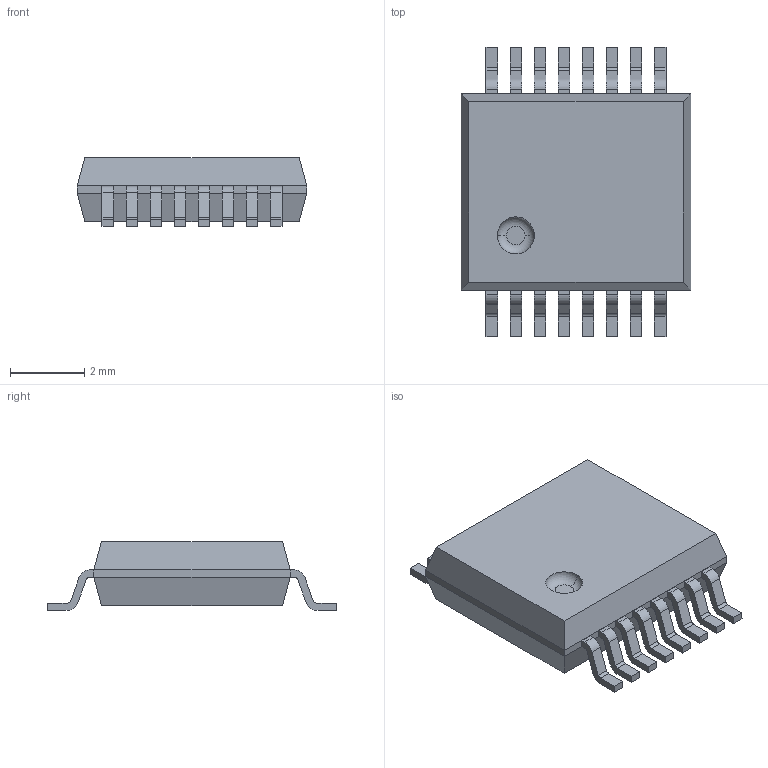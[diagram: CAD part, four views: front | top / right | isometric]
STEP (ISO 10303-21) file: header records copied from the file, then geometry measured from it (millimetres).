
FILE_DESCRIPTION (( 'STEP AP214' ), '1' );
FILE_NAME ('SSOP16.STEP', '2016-08-04T10:33:05', ( '砐錪賧瘔蠈錪 Windows' ), ( '' ), 'SwSTEP 2.0', 'SolidWorks 2012', '' );
FILE_SCHEMA (( 'AUTOMOTIVE_DESIGN' ));
Length unit declared in the file: millimetre
Products named in the file (3): SSOP16_pins; SSOP16_plastic; SSOP16
Assembly tree (3 placements, depth 2):
  SSOP16
    SSOP16_plastic
    SSOP16_pins  x2
Bounding box: 6.2 x 7.82 x 1.86 mm (x, y, z)
Volume: 55 mm3; surface area: 128.6 mm2
Topology: 17 solids, 17 shells, 241 faces, 610 edges, 404 vertices
Faces by surface type: plane 175, cylinder 64, torus 2
Entity records: 4190 total; most frequent: CARTESIAN_POINT 669, DIRECTION 662, ORIENTED_EDGE 644, EDGE_CURVE 322, VECTOR 252, LINE 252, VERTEX_POINT 212, AXIS2_PLACEMENT_3D 205
